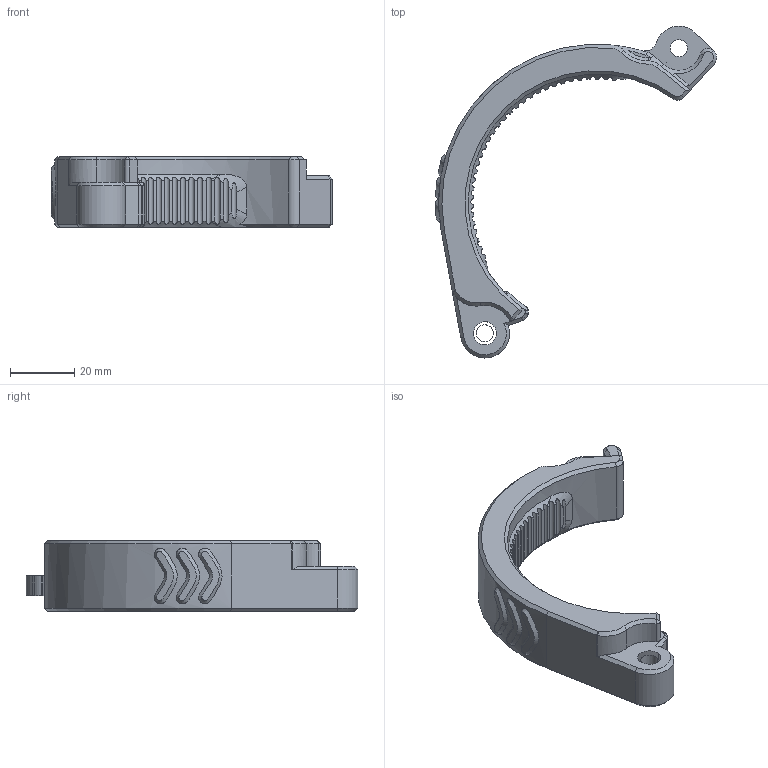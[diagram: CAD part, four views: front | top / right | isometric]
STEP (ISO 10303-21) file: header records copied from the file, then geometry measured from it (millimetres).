
FILE_DESCRIPTION(/* description */ (''),/* implementation_level */ '2;1');
FILE_NAME(/* name */ 'Upper.step',/* time_stamp */ '2025-11-18T16:43:35+01:00',/* author */ (''),/* organization */ (''),/* preprocessor_version */ 'ST-DEVELOPER v20.1',/* originating_system */ 'Autodesk Translation Framework v14.21.0.0',/* authorisation */ '');
FILE_SCHEMA (('AUTOMOTIVE_DESIGN { 1 0 10303 214 3 1 1 }'));
Length unit declared in the file: millimetre
Products named in the file (1): Upper
Bounding box: 87.43 x 103.25 x 22 mm (x, y, z)
Volume: 34590.1 mm3; surface area: 11087.3 mm2
Topology: 1 solids, 1 shells, 191 faces, 519 edges, 332 vertices
Faces by surface type: cylinder 102, cone 43, plane 35, bspline 9, torus 2
Full cylindrical faces by diameter (mm): 5.3 x2, 7.2 x1
Entity records: 9281 total; most frequent: CARTESIAN_POINT 4632, ORIENTED_EDGE 1032, DIRECTION 891, EDGE_CURVE 516, AXIS2_PLACEMENT_3D 347, VERTEX_POINT 332, EDGE_LOOP 200, LINE 197
